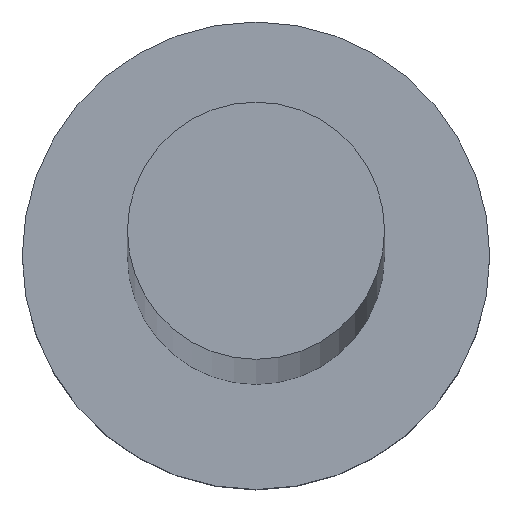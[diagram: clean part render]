
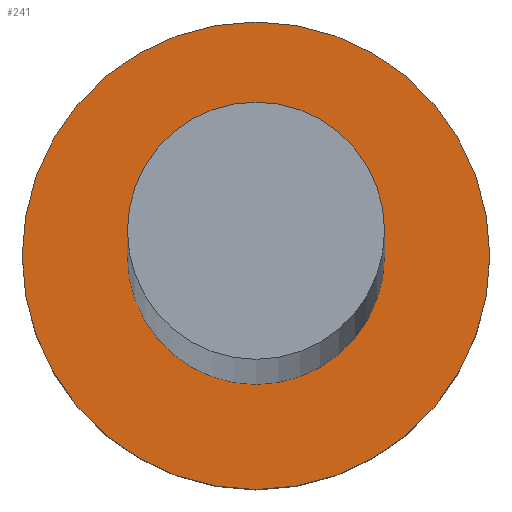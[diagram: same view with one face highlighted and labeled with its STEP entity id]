
A CAD part, top view. The second image highlights one B-rep face of the part: STEP entity #241.
In plain terms, the highlighted planar face has unit normal (0, 0, 1).
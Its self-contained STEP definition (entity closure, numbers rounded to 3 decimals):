
#2 = DIRECTION ( 'NONE',  ( 0., 0., 1. ) ) ;
#7 = EDGE_CURVE ( 'NONE', #54, #109, #189, .T. ) ;
#19 = CARTESIAN_POINT ( 'NONE',  ( 2., 0., 2. ) ) ;
#22 = DIRECTION ( 'NONE',  ( 1., 0., 0. ) ) ;
#27 = DIRECTION ( 'NONE',  ( 1., 0., 0. ) ) ;
#30 = EDGE_CURVE ( 'NONE', #171, #136, #178, .T. ) ;
#31 = ORIENTED_EDGE ( 'NONE', *, *, #7, .F. ) ;
#34 = ORIENTED_EDGE ( 'NONE', *, *, #30, .T. ) ;
#41 = CARTESIAN_POINT ( 'NONE',  ( 0., 0., 2. ) ) ;
#43 = DIRECTION ( 'NONE',  ( 1., 0., 0. ) ) ;
#45 = DIRECTION ( 'NONE',  ( 1., 0., 0. ) ) ;
#51 = CARTESIAN_POINT ( 'NONE',  ( 0., 0., 2. ) ) ;
#54 = VERTEX_POINT ( 'NONE', #193 ) ;
#57 = CIRCLE ( 'NONE', #217, 2. ) ;
#61 = DIRECTION ( 'NONE',  ( 0., 0., 1. ) ) ;
#68 = DIRECTION ( 'NONE',  ( 0., 0., 1. ) ) ;
#78 = DIRECTION ( 'NONE',  ( 1., 0., 0. ) ) ;
#79 = EDGE_CURVE ( 'NONE', #109, #54, #86, .T. ) ;
#86 = CIRCLE ( 'NONE', #226, 1.1 ) ;
#92 = ORIENTED_EDGE ( 'NONE', *, *, #192, .T. ) ;
#96 = CARTESIAN_POINT ( 'NONE',  ( 0., 0., 2. ) ) ;
#109 = VERTEX_POINT ( 'NONE', #122 ) ;
#122 = CARTESIAN_POINT ( 'NONE',  ( 1.1, 0., 2. ) ) ;
#136 = VERTEX_POINT ( 'NONE', #214 ) ;
#138 = DIRECTION ( 'NONE',  ( 0., 0., 1. ) ) ;
#141 = DIRECTION ( 'NONE',  ( 0., 0., 1. ) ) ;
#150 = ORIENTED_EDGE ( 'NONE', *, *, #79, .F. ) ;
#157 = AXIS2_PLACEMENT_3D ( 'NONE', #51, #68, #27 ) ;
#171 = VERTEX_POINT ( 'NONE', #19 ) ;
#175 = CARTESIAN_POINT ( 'NONE',  ( 0., 0., 2. ) ) ;
#178 = CIRCLE ( 'NONE', #199, 2. ) ;
#181 = FACE_OUTER_BOUND ( 'NONE', #210, .T. ) ;
#183 = PLANE ( 'NONE',  #157 ) ;
#189 = CIRCLE ( 'NONE', #207, 1.1 ) ;
#192 = EDGE_CURVE ( 'NONE', #136, #171, #57, .T. ) ;
#193 = CARTESIAN_POINT ( 'NONE',  ( -1.1, 0., 2. ) ) ;
#199 = AXIS2_PLACEMENT_3D ( 'NONE', #96, #2, #78 ) ;
#202 = FACE_BOUND ( 'NONE', #250, .T. ) ;
#207 = AXIS2_PLACEMENT_3D ( 'NONE', #41, #61, #22 ) ;
#210 = EDGE_LOOP ( 'NONE', ( #92, #34 ) ) ;
#214 = CARTESIAN_POINT ( 'NONE',  ( -2., 0., 2. ) ) ;
#217 = AXIS2_PLACEMENT_3D ( 'NONE', #175, #141, #43 ) ;
#218 = CARTESIAN_POINT ( 'NONE',  ( 0., 0., 2. ) ) ;
#226 = AXIS2_PLACEMENT_3D ( 'NONE', #218, #138, #45 ) ;
#241 = ADVANCED_FACE ( 'NONE', ( #202, #181 ), #183, .T. ) ;
#250 = EDGE_LOOP ( 'NONE', ( #31, #150 ) ) ;
